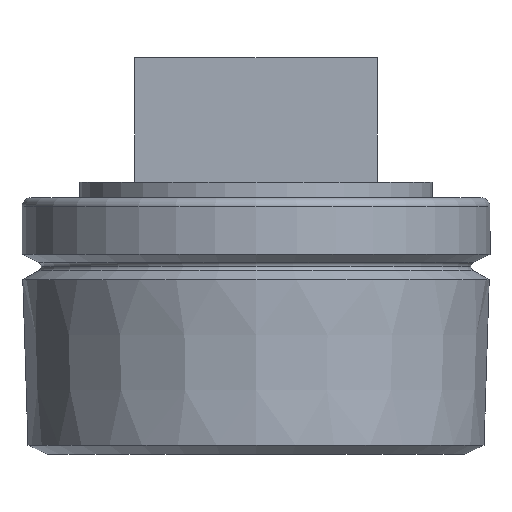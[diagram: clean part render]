
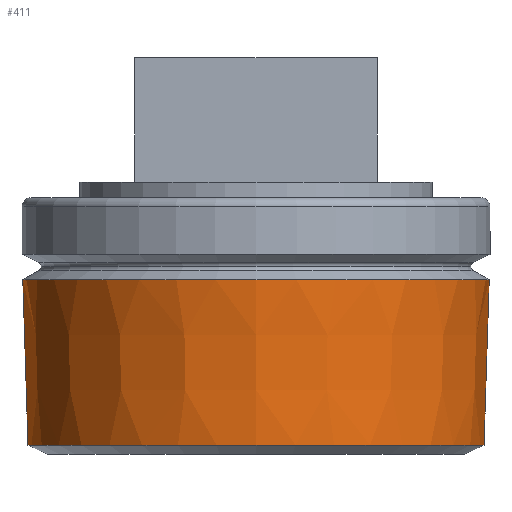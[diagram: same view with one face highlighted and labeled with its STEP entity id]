
A CAD part, front view. The second image highlights one B-rep face of the part: STEP entity #411.
In plain terms, the highlighted conical face has half-angle 1.8 degrees and reference radius 20.67 mm.
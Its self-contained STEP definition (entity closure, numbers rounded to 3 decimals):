
#122 = DIRECTION ( 'NONE',  ( -0.031, 0., 1. ) ) ;
#123 = VECTOR ( 'NONE', #122, 1000. ) ;
#124 = CARTESIAN_POINT ( 'NONE',  ( -20.67, 0., -18. ) ) ;
#125 = LINE ( 'NONE', #124, #123 ) ;
#192 = CARTESIAN_POINT ( 'NONE',  ( 20.696, 0., -17.162 ) ) ;
#214 = DIRECTION ( 'NONE',  ( 1., 0., 0. ) ) ;
#215 = DIRECTION ( 'NONE',  ( 0., 0., 1. ) ) ;
#216 = CARTESIAN_POINT ( 'NONE',  ( 0., 0., -17.162 ) ) ;
#217 = AXIS2_PLACEMENT_3D ( 'NONE', #216, #215, #214 ) ;
#218 = CIRCLE ( 'NONE', #217, 20.696 ) ;
#221 = DIRECTION ( 'NONE',  ( 0., 0., 1. ) ) ;
#222 = CARTESIAN_POINT ( 'NONE',  ( 0., 0., -18. ) ) ;
#223 = DIRECTION ( 'NONE',  ( 0.031, 0., 1. ) ) ;
#224 = VECTOR ( 'NONE', #223, 1000. ) ;
#225 = CARTESIAN_POINT ( 'NONE',  ( 20.67, 0., -18. ) ) ;
#228 = FACE_OUTER_BOUND ( 'NONE', #403, .T. ) ;
#231 = CONICAL_SURFACE ( 'NONE', #232, 20.67, 0.031 ) ;
#232 = AXIS2_PLACEMENT_3D ( 'NONE', #222, #221, #243 ) ;
#233 = CIRCLE ( 'NONE', #241, 21.168 ) ;
#234 = LINE ( 'NONE', #225, #224 ) ;
#239 = DIRECTION ( 'NONE',  ( 1., 0., 0. ) ) ;
#240 = DIRECTION ( 'NONE',  ( 0., 0., 1. ) ) ;
#241 = AXIS2_PLACEMENT_3D ( 'NONE', #242, #240, #239 ) ;
#242 = CARTESIAN_POINT ( 'NONE',  ( 0., 0., -2.155 ) ) ;
#243 = DIRECTION ( 'NONE',  ( 1., 0., 0. ) ) ;
#315 = VERTEX_POINT ( 'NONE', #615 ) ;
#317 = VERTEX_POINT ( 'NONE', #613 ) ;
#321 = VERTEX_POINT ( 'NONE', #639 ) ;
#366 = EDGE_CURVE ( 'NONE', #317, #315, #125, .T. ) ;
#379 = VERTEX_POINT ( 'NONE', #192 ) ;
#403 = EDGE_LOOP ( 'NONE', ( #417, #407, #418, #419 ) ) ;
#407 = ORIENTED_EDGE ( 'NONE', *, *, #408, .T. ) ;
#408 = EDGE_CURVE ( 'NONE', #317, #379, #218, .T. ) ;
#411 = ADVANCED_FACE ( 'NONE', ( #228 ), #231, .T. ) ;
#417 = ORIENTED_EDGE ( 'NONE', *, *, #366, .F. ) ;
#418 = ORIENTED_EDGE ( 'NONE', *, *, #422, .T. ) ;
#419 = ORIENTED_EDGE ( 'NONE', *, *, #420, .F. ) ;
#420 = EDGE_CURVE ( 'NONE', #315, #321, #233, .T. ) ;
#422 = EDGE_CURVE ( 'NONE', #379, #321, #234, .T. ) ;
#613 = CARTESIAN_POINT ( 'NONE',  ( -20.696, 0., -17.162 ) ) ;
#615 = CARTESIAN_POINT ( 'NONE',  ( -21.168, 0., -2.155 ) ) ;
#639 = CARTESIAN_POINT ( 'NONE',  ( 21.168, 0., -2.155 ) ) ;
